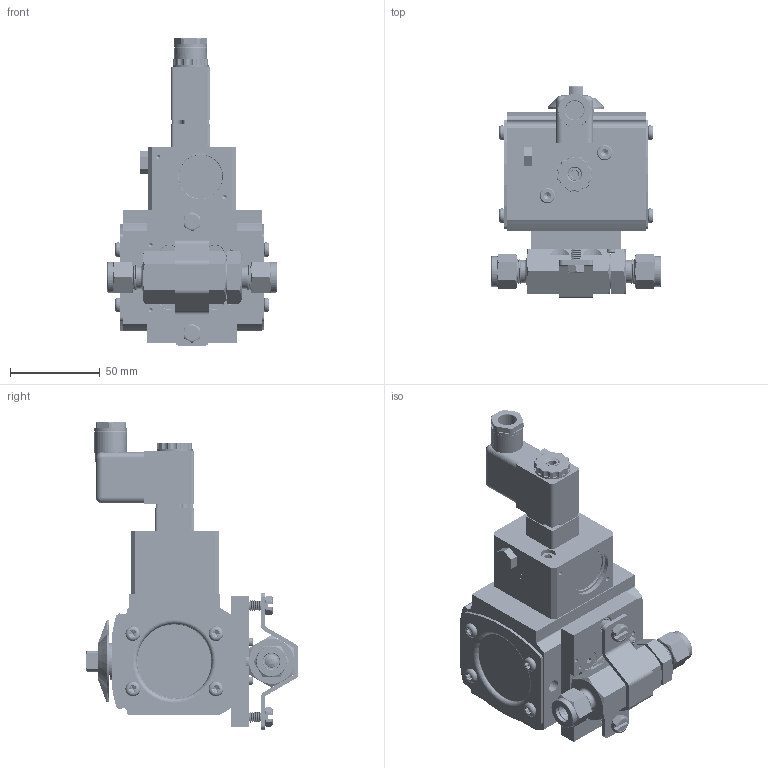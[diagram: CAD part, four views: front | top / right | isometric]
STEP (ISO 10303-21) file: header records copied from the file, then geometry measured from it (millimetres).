
FILE_DESCRIPTION (( 'STEP AP203' ), '1' );
FILE_NAME ('8204XXC6A512D4GPDS.step', '2018-08-30T13:00:06', ( '' ), ( '' ), 'SwSTEP 2.0', 'SolidWorks 2018', '' );
FILE_SCHEMA (( 'CONFIG_CONTROL_DESIGN' ));
Products named in the file (1): 8204XXC6A512D4GPDS
Bounding box: 94.45 x 118.74 x 171.49 mm (x, y, z)
Volume: 400695.9 mm3; surface area: 153888.3 mm2
Topology: 59 solids, 59 shells, 4036 faces, 10387 edges, 6421 vertices
Faces by surface type: cylinder 1727, cone 1152, plane 772, bspline 194, torus 181, sphere 10
Entity records: 190639 total; most frequent: CARTESIAN_POINT 96574, ORIENTED_EDGE 20394, DIRECTION 19593, EDGE_CURVE 10197, AXIS2_PLACEMENT_3D 7809, VERTEX_POINT 6417, EDGE_LOOP 4310, ADVANCED_FACE 4036
